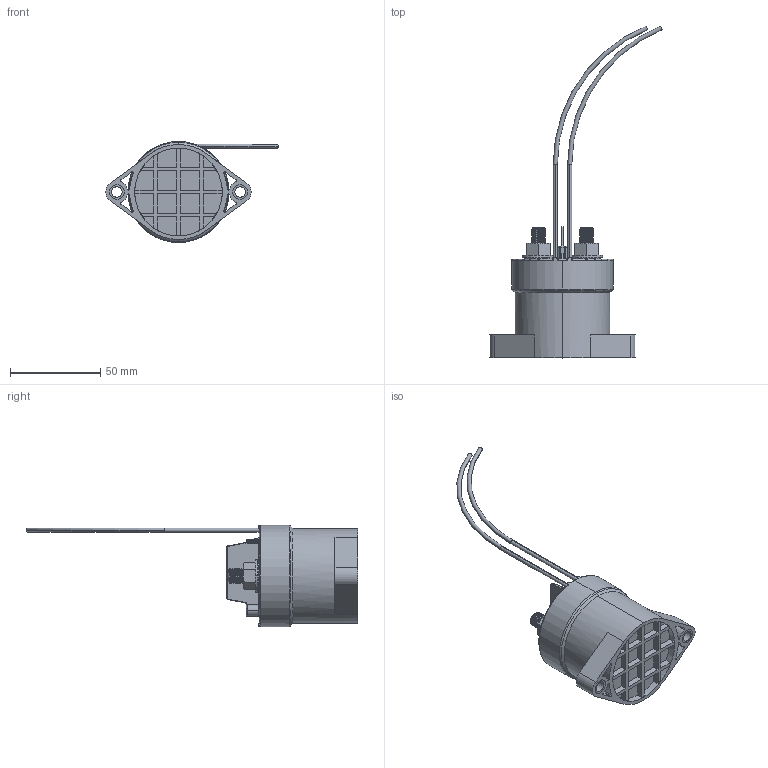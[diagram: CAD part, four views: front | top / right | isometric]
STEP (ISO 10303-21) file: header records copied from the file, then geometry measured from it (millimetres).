
FILE_DESCRIPTION (( 'STEP AP214' ), '1' );
FILE_NAME ('HX200_step_122115.STEP', '2015-12-21T19:04:28', ( 'Temp' ), ( '' ), 'SwSTEP 2.0', 'SolidWorks 2014', '' );
FILE_SCHEMA (( 'AUTOMOTIVE_DESIGN' ));
Length unit declared in the file: inch
Products named in the file (1): HX200_step_122115
Bounding box: 95.38 x 183.78 x 56.01 mm (x, y, z)
Volume: 37671.8 mm3; surface area: 42863.1 mm2
Topology: 12 solids, 12 shells, 1154 faces, 3011 edges, 1930 vertices
Faces by surface type: plane 551, cylinder 393, torus 115, cone 53, bspline 32, sphere 10
Entity records: 55701 total; most frequent: CARTESIAN_POINT 13682, ORIENTED_EDGE 5986, DIRECTION 5272, EDGE_CURVE 2993, VERTEX_POINT 1926, AXIS2_PLACEMENT_3D 1878, VECTOR 1516, LINE 1516
